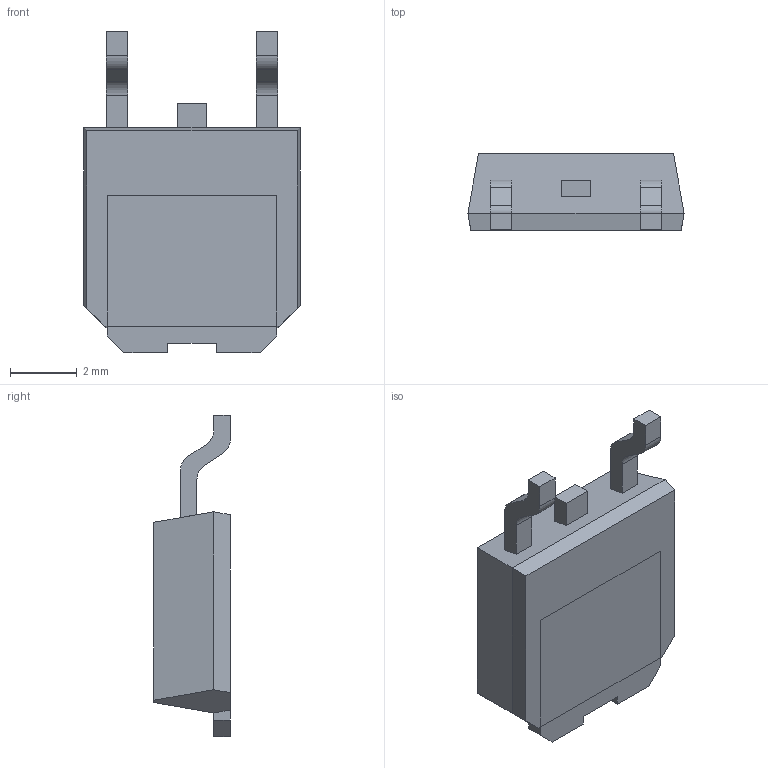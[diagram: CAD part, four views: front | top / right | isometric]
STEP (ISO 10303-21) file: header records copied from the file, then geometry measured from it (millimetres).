
FILE_DESCRIPTION (( 'STEP AP214' ), '1' );
FILE_NAME ('STD28P3LLH6AG.STEP', '2022-09-20T12:54:14', ( '' ), ( '' ), 'SwSTEP 2.0', 'SolidWorks 2018', '' );
FILE_SCHEMA (( 'AUTOMOTIVE_DESIGN' ));
Length unit declared in the file: millimetre
Products named in the file (1): STD28P3LLH6AG
Bounding box: 6.5 x 2.3 x 9.66 mm (x, y, z)
Volume: 86.7 mm3; surface area: 151.7 mm2
Topology: 4 solids, 4 shells, 62 faces, 151 edges, 98 vertices
Faces by surface type: plane 52, cylinder 10
Entity records: 2061 total; most frequent: CARTESIAN_POINT 312, ORIENTED_EDGE 302, DIRECTION 297, EDGE_CURVE 151, LINE 131, VECTOR 131, VERTEX_POINT 98, AXIS2_PLACEMENT_3D 83
